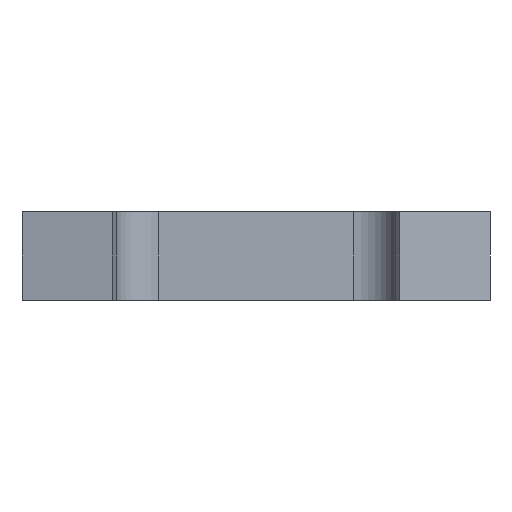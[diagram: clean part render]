
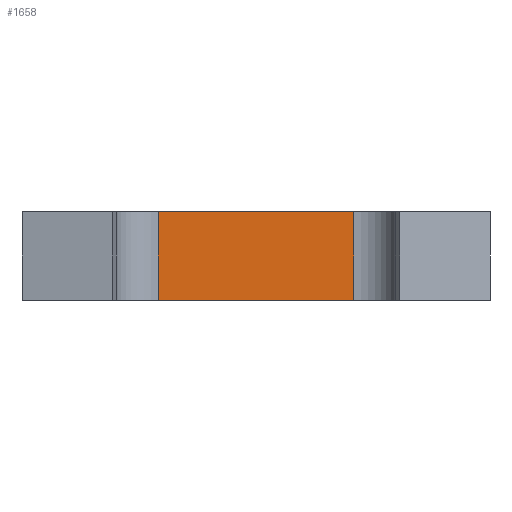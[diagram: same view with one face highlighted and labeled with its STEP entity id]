
A CAD part, left-side view. The second image highlights one B-rep face of the part: STEP entity #1658.
In plain terms, the highlighted planar face has unit normal (-1, 0, 0).
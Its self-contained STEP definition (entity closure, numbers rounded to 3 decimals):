
#207=FACE_OUTER_BOUND('',#297,.T.);
#297=EDGE_LOOP('',(#1112,#1113,#1114,#1115));
#392=LINE('',#2391,#530);
#393=LINE('',#2394,#531);
#394=LINE('',#2396,#532);
#395=LINE('',#2397,#533);
#530=VECTOR('',#1935,10.);
#531=VECTOR('',#1938,10.);
#532=VECTOR('',#1939,10.);
#533=VECTOR('',#1940,10.);
#668=VERTEX_POINT('',#2387);
#669=VERTEX_POINT('',#2389);
#670=VERTEX_POINT('',#2393);
#671=VERTEX_POINT('',#2395);
#846=EDGE_CURVE('',#669,#668,#392,.T.);
#847=EDGE_CURVE('',#668,#670,#393,.F.);
#848=EDGE_CURVE('',#671,#669,#394,.T.);
#849=EDGE_CURVE('',#671,#670,#395,.T.);
#1112=ORIENTED_EDGE('',*,*,#847,.F.);
#1113=ORIENTED_EDGE('',*,*,#846,.F.);
#1114=ORIENTED_EDGE('',*,*,#848,.F.);
#1115=ORIENTED_EDGE('',*,*,#849,.T.);
#1630=PLANE('',#1764);
#1658=ADVANCED_FACE('',(#207),#1630,.F.);
#1764=AXIS2_PLACEMENT_3D('',#2392,#1936,#1937);
#1935=DIRECTION('',(0.,0.,-1.));
#1936=DIRECTION('center_axis',(1.,0.,0.));
#1937=DIRECTION('ref_axis',(0.,-1.,0.));
#1938=DIRECTION('',(0.,-1.,0.));
#1939=DIRECTION('',(0.,-1.,0.));
#1940=DIRECTION('',(0.,0.,-1.));
#2387=CARTESIAN_POINT('',(6.375,-9.95,-4.5));
#2389=CARTESIAN_POINT('',(6.375,-9.95,4.5));
#2391=CARTESIAN_POINT('',(6.375,-9.95,4.5));
#2392=CARTESIAN_POINT('Origin',(6.375,9.95,4.5));
#2393=CARTESIAN_POINT('',(6.375,9.95,-4.5));
#2394=CARTESIAN_POINT('',(6.375,4.975,-4.5));
#2395=CARTESIAN_POINT('',(6.375,9.95,4.5));
#2396=CARTESIAN_POINT('',(6.375,4.975,4.5));
#2397=CARTESIAN_POINT('',(6.375,9.95,4.5));
